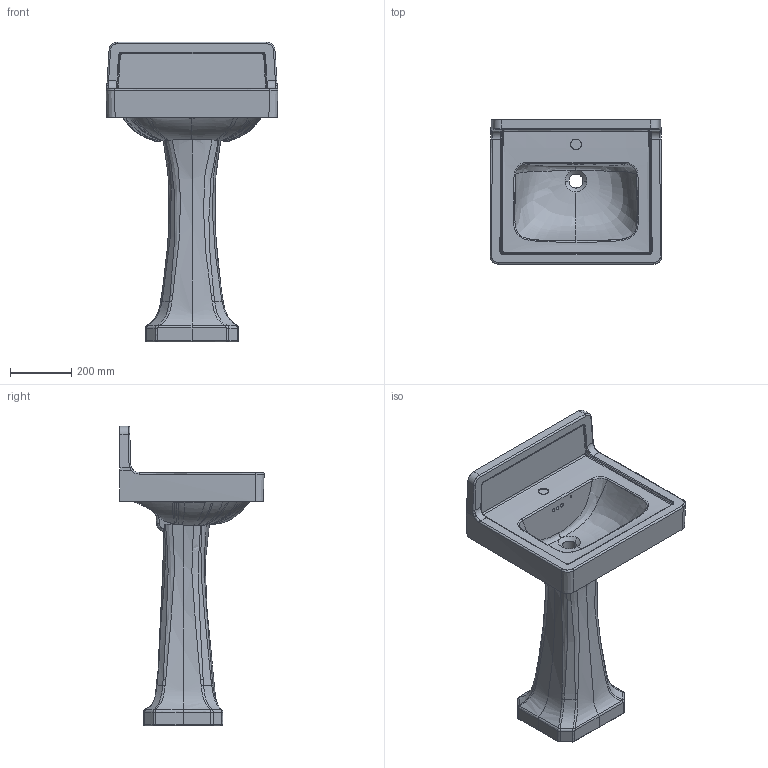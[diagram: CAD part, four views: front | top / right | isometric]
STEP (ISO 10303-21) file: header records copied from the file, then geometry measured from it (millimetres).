
FILE_DESCRIPTION(/* description */ (''),/* implementation_level */ '2;1');
FILE_NAME(/* name */ 'LPY 786A+PY384A',/* time_stamp */ '2022-05-12T17:37:39+08:00',/* author */ (''),/* organization */ (''),/* preprocessor_version */ 'ST-DEVELOPER v15',/* originating_system */ '',/* authorisation */ '');
FILE_SCHEMA (('AUTOMOTIVE_DESIGN'));
Length unit declared in the file: millimetre
Products named in the file (1): Document
Bounding box: 563.5 x 472.66 x 981.6 mm (x, y, z)
Surface area: 1704415.3 mm2 (no closed solid volume)
Topology: 0 solids, 3 shells, 414 faces, 1083 edges, 623 vertices
Faces by surface type: bspline 378, plane 36
Entity records: 61360 total; most frequent: CARTESIAN_POINT 55415, ORIENTED_EDGE 2032, EDGE_CURVE 1080, B_SPLINE_CURVE_WITH_KNOTS 699, VERTEX_POINT 621, EDGE_LOOP 424, ADVANCED_FACE 414, FACE_OUTER_BOUND 414
